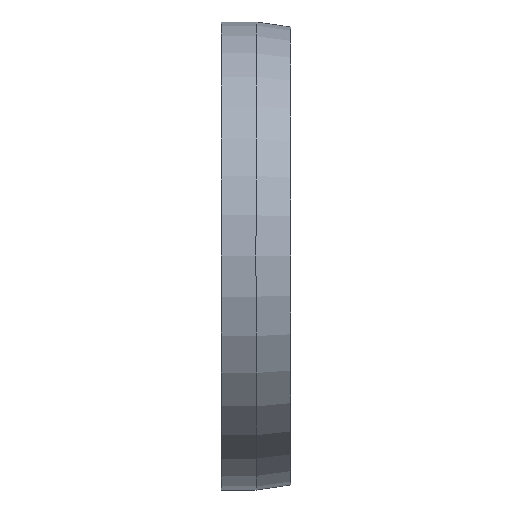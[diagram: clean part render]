
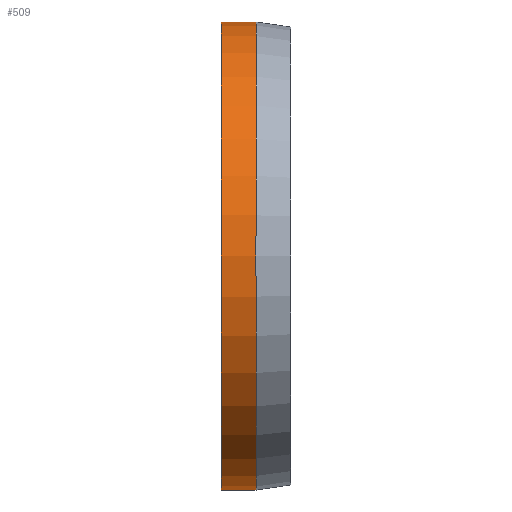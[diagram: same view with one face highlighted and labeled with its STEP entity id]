
A CAD part, left-side view. The second image highlights one B-rep face of the part: STEP entity #509.
In plain terms, the highlighted cylindrical face has radius 47.3 mm (diameter 94.6 mm), a partial arc.
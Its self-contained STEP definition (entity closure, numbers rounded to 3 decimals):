
#8 = DIRECTION ( 'NONE',  ( 0., 0., 1. ) ) ;
#18 = FACE_OUTER_BOUND ( 'NONE', #219, .T. ) ;
#21 = DIRECTION ( 'NONE',  ( 0., 0., 1. ) ) ;
#54 = DIRECTION ( 'NONE',  ( 0., 1., 0. ) ) ;
#67 = CIRCLE ( 'NONE', #420, 47.3 ) ;
#106 = DIRECTION ( 'NONE',  ( 0., 1., 0. ) ) ;
#108 = DIRECTION ( 'NONE',  ( 0., 1., 0. ) ) ;
#114 = CARTESIAN_POINT ( 'NONE',  ( 0., 7., 0. ) ) ;
#161 = ORIENTED_EDGE ( 'NONE', *, *, #499, .F. ) ;
#183 = DIRECTION ( 'NONE',  ( 0., 0., 1. ) ) ;
#202 = CARTESIAN_POINT ( 'NONE',  ( 0., 14., 47.3 ) ) ;
#218 = LINE ( 'NONE', #443, #296 ) ;
#219 = EDGE_LOOP ( 'NONE', ( #294, #476, #262, #161 ) ) ;
#235 = CARTESIAN_POINT ( 'NONE',  ( 0., 7., 47.3 ) ) ;
#238 = CIRCLE ( 'NONE', #570, 47.3 ) ;
#254 = CARTESIAN_POINT ( 'NONE',  ( 0., 7., -47.3 ) ) ;
#257 = EDGE_CURVE ( 'NONE', #291, #279, #218, .T. ) ;
#262 = ORIENTED_EDGE ( 'NONE', *, *, #537, .T. ) ;
#270 = LINE ( 'NONE', #311, #515 ) ;
#279 = VERTEX_POINT ( 'NONE', #385 ) ;
#291 = VERTEX_POINT ( 'NONE', #254 ) ;
#294 = ORIENTED_EDGE ( 'NONE', *, *, #257, .F. ) ;
#296 = VECTOR ( 'NONE', #525, 1000. ) ;
#311 = CARTESIAN_POINT ( 'NONE',  ( 0., 55., 47.3 ) ) ;
#324 = CARTESIAN_POINT ( 'NONE',  ( 0., 55., 0. ) ) ;
#328 = CYLINDRICAL_SURFACE ( 'NONE', #442, 47.3 ) ;
#365 = CARTESIAN_POINT ( 'NONE',  ( 0., 14., 0. ) ) ;
#368 = DIRECTION ( 'NONE',  ( 0., 1., 0. ) ) ;
#379 = VERTEX_POINT ( 'NONE', #202 ) ;
#385 = CARTESIAN_POINT ( 'NONE',  ( 0., 14., -47.3 ) ) ;
#394 = VERTEX_POINT ( 'NONE', #235 ) ;
#420 = AXIS2_PLACEMENT_3D ( 'NONE', #114, #106, #21 ) ;
#442 = AXIS2_PLACEMENT_3D ( 'NONE', #324, #108, #183 ) ;
#443 = CARTESIAN_POINT ( 'NONE',  ( 0., 55., -47.3 ) ) ;
#476 = ORIENTED_EDGE ( 'NONE', *, *, #523, .T. ) ;
#499 = EDGE_CURVE ( 'NONE', #279, #379, #238, .T. ) ;
#509 = ADVANCED_FACE ( 'NONE', ( #18 ), #328, .T. ) ;
#515 = VECTOR ( 'NONE', #368, 1000. ) ;
#523 = EDGE_CURVE ( 'NONE', #291, #394, #67, .T. ) ;
#525 = DIRECTION ( 'NONE',  ( 0., 1., 0. ) ) ;
#537 = EDGE_CURVE ( 'NONE', #394, #379, #270, .T. ) ;
#570 = AXIS2_PLACEMENT_3D ( 'NONE', #365, #54, #8 ) ;
